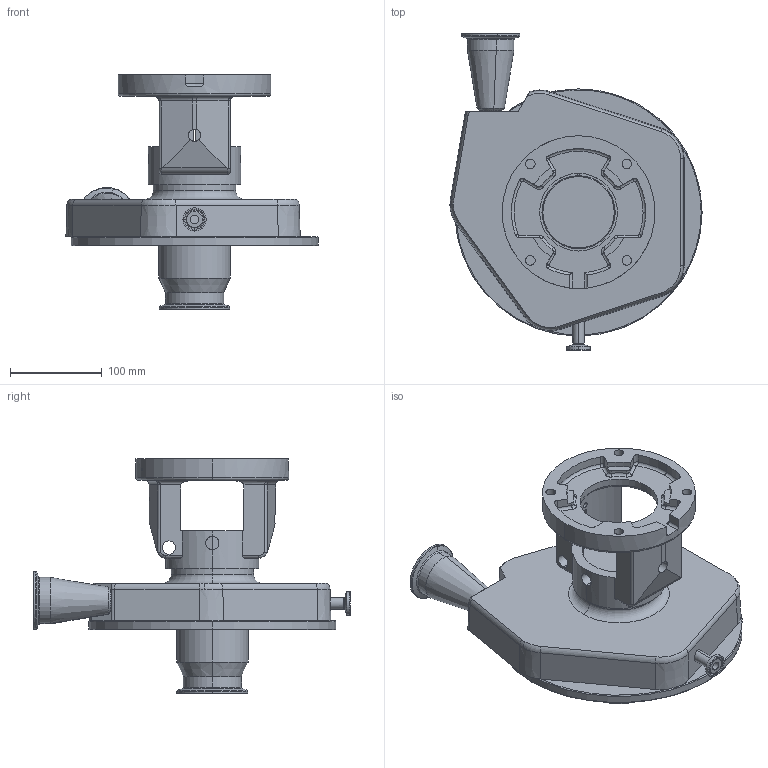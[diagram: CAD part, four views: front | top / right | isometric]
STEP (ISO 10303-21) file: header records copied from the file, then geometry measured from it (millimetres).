
FILE_DESCRIPTION (( 'STEP AP214' ), '1' );
FILE_NAME ('FPR 741-742 140TC VERT 1-2 IN STR DRAIN.STEP', '2023-01-10T19:27:49', ( '' ), ( '' ), 'SwSTEP 2.0', 'SolidWorks 2021', '' );
FILE_SCHEMA (( 'AUTOMOTIVE_DESIGN' ));
Length unit declared in the file: millimetre
Products named in the file (1): FPR 741-742 140TC VERT 1-2 IN STR DRAIN
Bounding box: 275.58 x 345.5 x 256 mm (x, y, z)
Volume: 2538999.8 mm3; surface area: 455889.6 mm2
Topology: 1 solids, 6 shells, 436 faces, 1040 edges, 611 vertices
Faces by surface type: cylinder 162, torus 114, plane 85, cone 64, bspline 7, sphere 4
Entity records: 14063 total; most frequent: CARTESIAN_POINT 3807, DIRECTION 2364, ORIENTED_EDGE 2040, EDGE_CURVE 1020, AXIS2_PLACEMENT_3D 1002, VERTEX_POINT 610, CIRCLE 572, EDGE_LOOP 478
